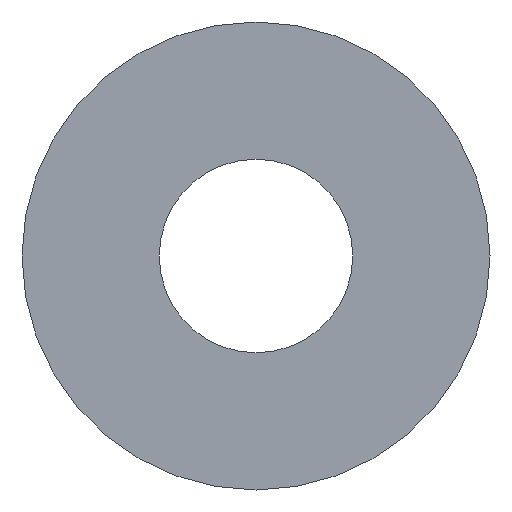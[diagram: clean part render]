
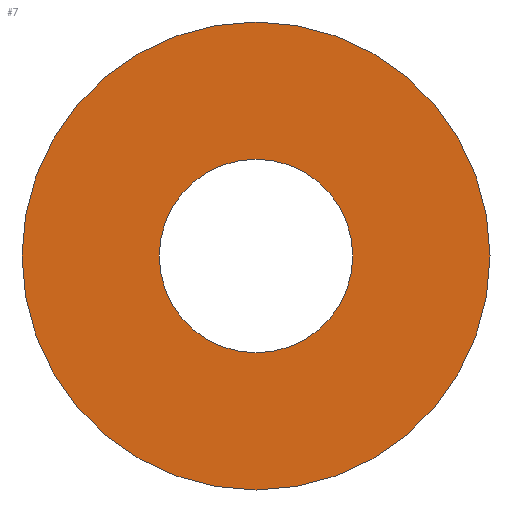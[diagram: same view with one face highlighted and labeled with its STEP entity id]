
A CAD part, front view. The second image highlights one B-rep face of the part: STEP entity #7.
In plain terms, the highlighted planar face has unit normal (0, -1, 0).
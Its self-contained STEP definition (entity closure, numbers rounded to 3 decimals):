
#5 = CIRCLE ( 'NONE', #10, 35.25 ) ;
#7 = ADVANCED_FACE ( 'NONE', ( #38, #35 ), #40, .F. ) ;
#10 = AXIS2_PLACEMENT_3D ( 'NONE', #158, #98, #55 ) ;
#18 = VERTEX_POINT ( 'NONE', #79 ) ;
#19 = ORIENTED_EDGE ( 'NONE', *, *, #56, .F. ) ;
#21 = CARTESIAN_POINT ( 'NONE',  ( 0., 0., 0. ) ) ;
#22 = CIRCLE ( 'NONE', #51, 35.25 ) ;
#24 = DIRECTION ( 'NONE',  ( 0., 1., 0. ) ) ;
#26 = CARTESIAN_POINT ( 'NONE',  ( 0., 0., 0. ) ) ;
#35 = FACE_BOUND ( 'NONE', #102, .T. ) ;
#38 = FACE_OUTER_BOUND ( 'NONE', #100, .T. ) ;
#40 = PLANE ( 'NONE',  #226 ) ;
#51 = AXIS2_PLACEMENT_3D ( 'NONE', #103, #240, #106 ) ;
#55 = DIRECTION ( 'NONE',  ( 0., 0., 1. ) ) ;
#56 = EDGE_CURVE ( 'NONE', #18, #132, #159, .T. ) ;
#57 = DIRECTION ( 'NONE',  ( 0., 1., 0. ) ) ;
#76 = CARTESIAN_POINT ( 'NONE',  ( 0., 0., 0. ) ) ;
#77 = ORIENTED_EDGE ( 'NONE', *, *, #124, .T. ) ;
#79 = CARTESIAN_POINT ( 'NONE',  ( 0., 0., 85.25 ) ) ;
#82 = AXIS2_PLACEMENT_3D ( 'NONE', #21, #24, #99 ) ;
#98 = DIRECTION ( 'NONE',  ( 0., 1., 0. ) ) ;
#99 = DIRECTION ( 'NONE',  ( 0., 0., 1. ) ) ;
#100 = EDGE_LOOP ( 'NONE', ( #214, #19 ) ) ;
#102 = EDGE_LOOP ( 'NONE', ( #115, #77 ) ) ;
#103 = CARTESIAN_POINT ( 'NONE',  ( 0., 0., 0. ) ) ;
#106 = DIRECTION ( 'NONE',  ( 0., 0., 1. ) ) ;
#115 = ORIENTED_EDGE ( 'NONE', *, *, #216, .T. ) ;
#124 = EDGE_CURVE ( 'NONE', #138, #244, #5, .T. ) ;
#127 = CARTESIAN_POINT ( 'NONE',  ( 0., 0., -35.25 ) ) ;
#132 = VERTEX_POINT ( 'NONE', #234 ) ;
#138 = VERTEX_POINT ( 'NONE', #191 ) ;
#143 = AXIS2_PLACEMENT_3D ( 'NONE', #26, #215, #163 ) ;
#144 = CIRCLE ( 'NONE', #143, 85.25 ) ;
#158 = CARTESIAN_POINT ( 'NONE',  ( 0., 0., 0. ) ) ;
#159 = CIRCLE ( 'NONE', #82, 85.25 ) ;
#163 = DIRECTION ( 'NONE',  ( 0., 0., 1. ) ) ;
#191 = CARTESIAN_POINT ( 'NONE',  ( 0., 0., 35.25 ) ) ;
#213 = DIRECTION ( 'NONE',  ( 0., 0., 1. ) ) ;
#214 = ORIENTED_EDGE ( 'NONE', *, *, #249, .F. ) ;
#215 = DIRECTION ( 'NONE',  ( 0., 1., 0. ) ) ;
#216 = EDGE_CURVE ( 'NONE', #244, #138, #22, .T. ) ;
#226 = AXIS2_PLACEMENT_3D ( 'NONE', #76, #57, #213 ) ;
#234 = CARTESIAN_POINT ( 'NONE',  ( 0., 0., -85.25 ) ) ;
#240 = DIRECTION ( 'NONE',  ( 0., 1., 0. ) ) ;
#244 = VERTEX_POINT ( 'NONE', #127 ) ;
#249 = EDGE_CURVE ( 'NONE', #132, #18, #144, .T. ) ;
